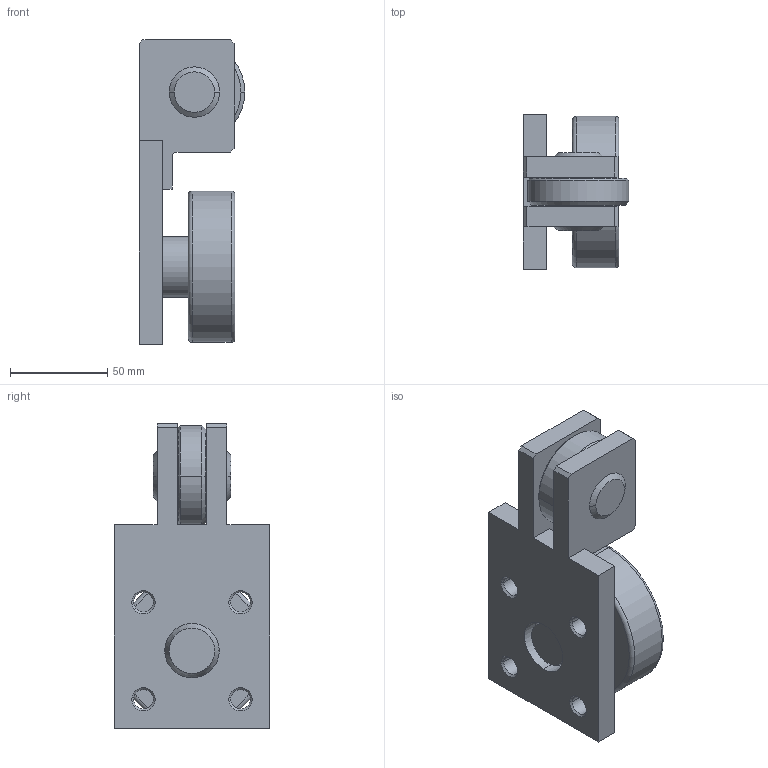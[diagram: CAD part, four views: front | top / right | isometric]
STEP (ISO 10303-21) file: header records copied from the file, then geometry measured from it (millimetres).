
FILE_DESCRIPTION(('STEP AP214'),'1');
FILE_NAME('i_780_ap2.stp','2021-05-27T05:34:30',('TraceParts'),('TraceParts S.A.'),'Spatial InterOp 3D',' ',' ');
FILE_SCHEMA(('AUTOMOTIVE_DESIGN { 1 0 10303 214 1 1 1 1 }'));
Length unit declared in the file: millimetre
Products named in the file (1): i_780_ap2
Bounding box: 54.5 x 80 x 157 mm (x, y, z)
Volume: 310702.2 mm3; surface area: 57201.7 mm2
Topology: 1 solids, 1 shells, 79 faces, 198 edges, 128 vertices
Faces by surface type: plane 35, cylinder 22, cone 18, torus 4
Entity records: 2411 total; most frequent: DIRECTION 438, CARTESIAN_POINT 406, ORIENTED_EDGE 396, EDGE_CURVE 198, AXIS2_PLACEMENT_3D 160, VERTEX_POINT 128, LINE 118, VECTOR 118
